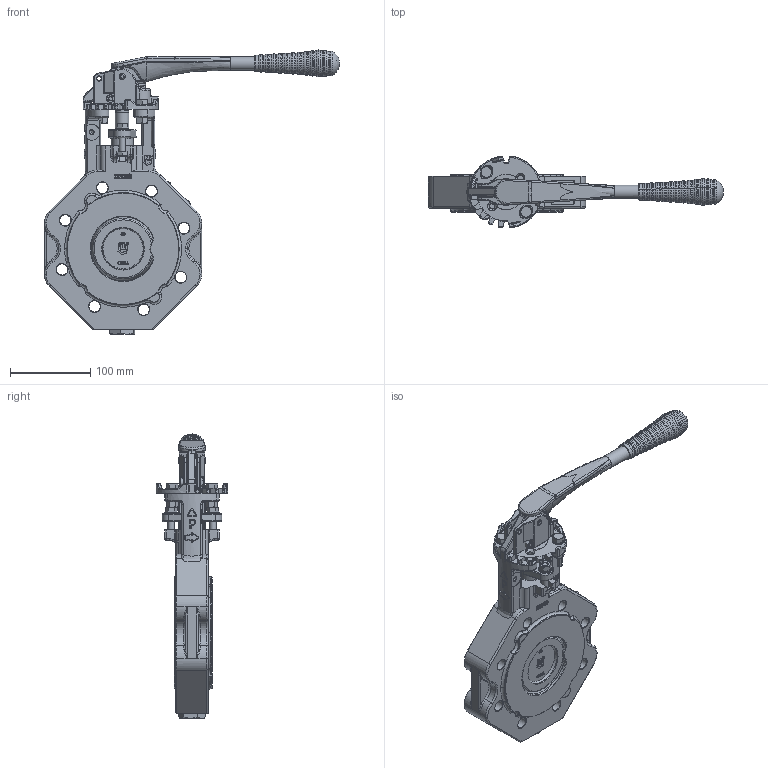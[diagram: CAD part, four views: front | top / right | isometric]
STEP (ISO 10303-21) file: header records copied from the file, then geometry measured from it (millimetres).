
FILE_DESCRIPTION(('HOOPS Exchange Step'),'2;1');
FILE_NAME('AK12_DN80_PN10-40_Hebel.stp','2024-11-22T10:28:15+01:00',('nieru'),('Unknown organisation'),'HOOPS Exchange 2024.2','HOOPS Exchange','Unknown authorisation');
FILE_SCHEMA( ('AP203_CONFIGURATION_CONTROLLED_3D_DESIGN_OF_MECHANICAL_PARTS_AND_ASSEMBLIES_MIM_LF') );
Length unit declared in the file: millimetre
Products named in the file (4): 0; root
Assembly tree (3 placements, depth 3):
  root
    0
    0
      0
Bounding box: 367.04 x 89.18 x 353.25 mm (x, y, z)
Volume: 1497991.5 mm3; surface area: 250881.8 mm2
Topology: 30 solids, 30 shells, 2849 faces, 6896 edges, 4063 vertices
Faces by surface type: bspline 1120, cylinder 655, plane 491, torus 323, cone 220, sphere 39, extrusion 1
Full cylindrical faces by diameter (mm): 3.25 x1, 4.812 x1, 5 x1, 5.661 x1, 6.8 x4, 8 x6, 9 x8, 9.199 x1, 9.5 x1, 13 x2, 13.5 x1, 14 x8, 15.643 x2, 16 x3, 16.82 x1, 17.5 x1, 18.5 x4, 27.5 x1, 52.2 x1, 81.75 x1, 84.164 x1, 84.75 x1
Entity records: 252767 total; most frequent: CARTESIAN_POINT 194219, ORIENTED_EDGE 13606, DIRECTION 9523, EDGE_CURVE 6803, VERTEX_POINT 4063, AXIS2_PLACEMENT_3D 3881, EDGE_LOOP 2972, FACE_BOUND 2972
